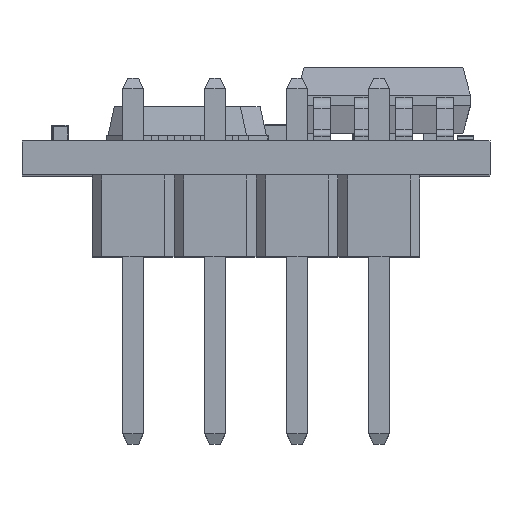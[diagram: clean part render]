
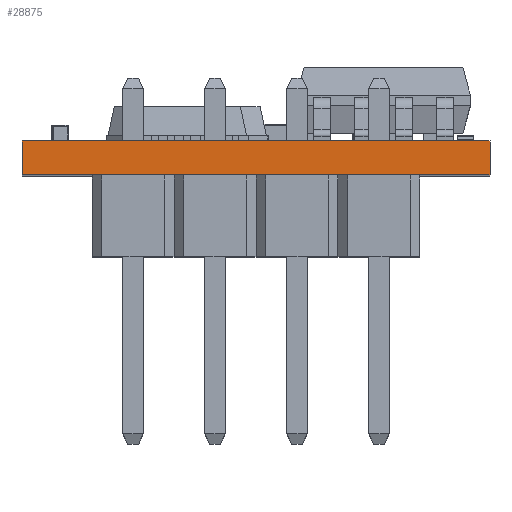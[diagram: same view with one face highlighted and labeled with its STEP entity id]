
A CAD part, top view. The second image highlights one B-rep face of the part: STEP entity #28875.
In plain terms, the highlighted planar face has unit normal (0, 0, 1).
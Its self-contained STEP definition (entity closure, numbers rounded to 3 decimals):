
#955 = VERTEX_POINT ( 'NONE', #6816 ) ;
#1660 = LINE ( 'NONE', #13378, #19202 ) ;
#2435 = VECTOR ( 'NONE', #3500, 1000. ) ;
#2820 = CARTESIAN_POINT ( 'NONE',  ( 0., 2.54, 0. ) ) ;
#3214 = EDGE_CURVE ( 'NONE', #16281, #15541, #29827, .T. ) ;
#3500 = DIRECTION ( 'NONE',  ( -1., 0., 0. ) ) ;
#4529 = DIRECTION ( 'NONE',  ( 0., 1., 0. ) ) ;
#5640 = CARTESIAN_POINT ( 'NONE',  ( 0., 2.54, 0. ) ) ;
#5649 = CARTESIAN_POINT ( 'NONE',  ( 14.5, 2.54, 0. ) ) ;
#6816 = CARTESIAN_POINT ( 'NONE',  ( 14.5, 2.54, 0. ) ) ;
#7075 = EDGE_CURVE ( 'NONE', #955, #15541, #7983, .T. ) ;
#7983 = LINE ( 'NONE', #5649, #2435 ) ;
#8267 = CARTESIAN_POINT ( 'NONE',  ( 0., 3.591, 0. ) ) ;
#8852 = VERTEX_POINT ( 'NONE', #8935 ) ;
#8858 = EDGE_CURVE ( 'NONE', #955, #8852, #1660, .T. ) ;
#8935 = CARTESIAN_POINT ( 'NONE',  ( 14.5, 3.591, 0. ) ) ;
#9309 = VECTOR ( 'NONE', #24770, 1000. ) ;
#10856 = FACE_OUTER_BOUND ( 'NONE', #28264, .T. ) ;
#13009 = PLANE ( 'NONE',  #28468 ) ;
#13378 = CARTESIAN_POINT ( 'NONE',  ( 14.5, 2.54, 0. ) ) ;
#13733 = CARTESIAN_POINT ( 'NONE',  ( 0., 2.54, 0. ) ) ;
#15541 = VERTEX_POINT ( 'NONE', #2820 ) ;
#16281 = VERTEX_POINT ( 'NONE', #25545 ) ;
#17541 = VECTOR ( 'NONE', #25039, 1000. ) ;
#17722 = DIRECTION ( 'NONE',  ( 0., 1., 0. ) ) ;
#18236 = DIRECTION ( 'NONE',  ( 0., 0., -1. ) ) ;
#19202 = VECTOR ( 'NONE', #17722, 1000. ) ;
#20592 = ORIENTED_EDGE ( 'NONE', *, *, #3214, .T. ) ;
#21129 = EDGE_CURVE ( 'NONE', #16281, #8852, #22290, .T. ) ;
#22290 = LINE ( 'NONE', #8267, #9309 ) ;
#24770 = DIRECTION ( 'NONE',  ( 1., 0., 0. ) ) ;
#25039 = DIRECTION ( 'NONE',  ( 0., -1., 0. ) ) ;
#25545 = CARTESIAN_POINT ( 'NONE',  ( 0., 3.591, 0. ) ) ;
#26858 = ORIENTED_EDGE ( 'NONE', *, *, #21129, .F. ) ;
#28243 = ORIENTED_EDGE ( 'NONE', *, *, #8858, .T. ) ;
#28264 = EDGE_LOOP ( 'NONE', ( #28243, #26858, #20592, #30137 ) ) ;
#28468 = AXIS2_PLACEMENT_3D ( 'NONE', #5640, #18236, #4529 ) ;
#28875 = ADVANCED_FACE ( 'NONE', ( #10856 ), #13009, .F. ) ;
#29827 = LINE ( 'NONE', #13733, #17541 ) ;
#30137 = ORIENTED_EDGE ( 'NONE', *, *, #7075, .F. ) ;
